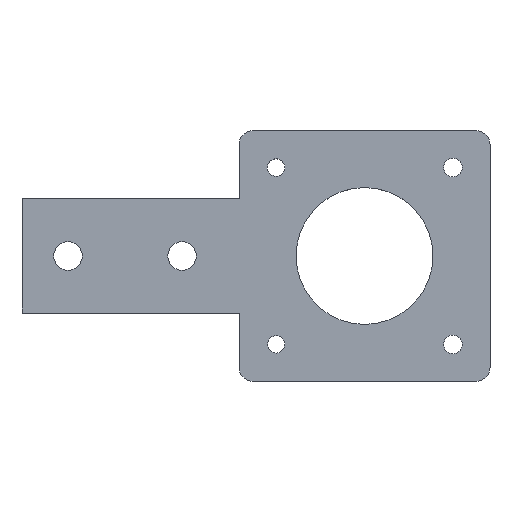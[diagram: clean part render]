
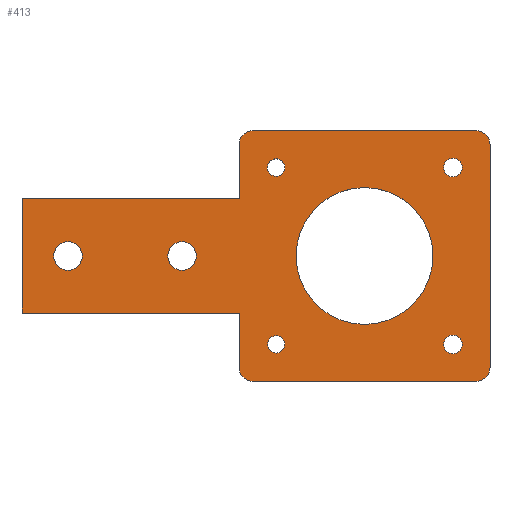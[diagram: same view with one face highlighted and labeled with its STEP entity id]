
A CAD part, top view. The second image highlights one B-rep face of the part: STEP entity #413.
In plain terms, the highlighted planar face has unit normal (0, 0, 1).
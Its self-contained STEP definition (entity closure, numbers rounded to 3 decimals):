
#15=FACE_BOUND('',#67,.T.);
#16=FACE_BOUND('',#68,.T.);
#17=FACE_BOUND('',#69,.T.);
#18=FACE_BOUND('',#70,.T.);
#19=FACE_BOUND('',#71,.T.);
#20=FACE_BOUND('',#72,.T.);
#21=FACE_BOUND('',#73,.T.);
#33=PLANE('',#440);
#45=FACE_OUTER_BOUND('',#66,.T.);
#66=EDGE_LOOP('',(#306,#307,#308,#309,#310,#311,#312,#313,#314,#315,#316,
#317));
#67=EDGE_LOOP('',(#318));
#68=EDGE_LOOP('',(#319));
#69=EDGE_LOOP('',(#320));
#70=EDGE_LOOP('',(#321));
#71=EDGE_LOOP('',(#322));
#72=EDGE_LOOP('',(#323));
#73=EDGE_LOOP('',(#324));
#98=LINE('',#614,#133);
#104=LINE('',#626,#139);
#105=LINE('',#628,#140);
#109=LINE('',#635,#144);
#110=LINE('',#639,#145);
#111=LINE('',#643,#146);
#112=LINE('',#647,#147);
#113=LINE('',#650,#148);
#133=VECTOR('',#492,10.);
#139=VECTOR('',#500,10.);
#140=VECTOR('',#503,10.);
#144=VECTOR('',#509,10.);
#145=VECTOR('',#512,10.);
#146=VECTOR('',#515,10.);
#147=VECTOR('',#518,10.);
#148=VECTOR('',#521,10.);
#166=CIRCLE('',#432,2.5);
#168=CIRCLE('',#435,2.5);
#169=CIRCLE('',#441,2.5);
#170=CIRCLE('',#442,2.5);
#171=CIRCLE('',#443,2.5);
#172=CIRCLE('',#444,2.5);
#173=CIRCLE('',#445,12.);
#174=CIRCLE('',#446,1.628);
#175=CIRCLE('',#447,1.629);
#176=CIRCLE('',#448,1.515);
#177=CIRCLE('',#449,1.531);
#188=VERTEX_POINT('',#600);
#190=VERTEX_POINT('',#606);
#191=VERTEX_POINT('',#610);
#193=VERTEX_POINT('',#613);
#196=VERTEX_POINT('',#620);
#198=VERTEX_POINT('',#624);
#200=VERTEX_POINT('',#633);
#201=VERTEX_POINT('',#637);
#202=VERTEX_POINT('',#638);
#203=VERTEX_POINT('',#640);
#204=VERTEX_POINT('',#642);
#205=VERTEX_POINT('',#644);
#206=VERTEX_POINT('',#646);
#207=VERTEX_POINT('',#648);
#208=VERTEX_POINT('',#652);
#209=VERTEX_POINT('',#654);
#210=VERTEX_POINT('',#656);
#211=VERTEX_POINT('',#658);
#212=VERTEX_POINT('',#660);
#227=EDGE_CURVE('',#188,#188,#166,.T.);
#230=EDGE_CURVE('',#190,#190,#168,.T.);
#232=EDGE_CURVE('',#193,#191,#98,.T.);
#238=EDGE_CURVE('',#196,#198,#104,.T.);
#239=EDGE_CURVE('',#196,#191,#105,.T.);
#243=EDGE_CURVE('',#198,#200,#109,.T.);
#244=EDGE_CURVE('',#201,#202,#110,.T.);
#245=EDGE_CURVE('',#203,#201,#169,.T.);
#246=EDGE_CURVE('',#203,#204,#111,.T.);
#247=EDGE_CURVE('',#205,#204,#170,.T.);
#248=EDGE_CURVE('',#205,#206,#112,.T.);
#249=EDGE_CURVE('',#207,#206,#171,.T.);
#250=EDGE_CURVE('',#207,#193,#113,.T.);
#251=EDGE_CURVE('',#202,#200,#172,.T.);
#252=EDGE_CURVE('',#208,#208,#173,.T.);
#253=EDGE_CURVE('',#209,#209,#174,.T.);
#254=EDGE_CURVE('',#210,#210,#175,.T.);
#255=EDGE_CURVE('',#211,#211,#176,.T.);
#256=EDGE_CURVE('',#212,#212,#177,.T.);
#306=ORIENTED_EDGE('',*,*,#244,.F.);
#307=ORIENTED_EDGE('',*,*,#245,.F.);
#308=ORIENTED_EDGE('',*,*,#246,.T.);
#309=ORIENTED_EDGE('',*,*,#247,.F.);
#310=ORIENTED_EDGE('',*,*,#248,.T.);
#311=ORIENTED_EDGE('',*,*,#249,.F.);
#312=ORIENTED_EDGE('',*,*,#250,.T.);
#313=ORIENTED_EDGE('',*,*,#232,.T.);
#314=ORIENTED_EDGE('',*,*,#239,.F.);
#315=ORIENTED_EDGE('',*,*,#238,.T.);
#316=ORIENTED_EDGE('',*,*,#243,.T.);
#317=ORIENTED_EDGE('',*,*,#251,.F.);
#318=ORIENTED_EDGE('',*,*,#230,.T.);
#319=ORIENTED_EDGE('',*,*,#227,.T.);
#320=ORIENTED_EDGE('',*,*,#252,.T.);
#321=ORIENTED_EDGE('',*,*,#253,.T.);
#322=ORIENTED_EDGE('',*,*,#254,.T.);
#323=ORIENTED_EDGE('',*,*,#255,.T.);
#324=ORIENTED_EDGE('',*,*,#256,.T.);
#413=ADVANCED_FACE('',(#45,#15,#16,#17,#18,#19,#20,#21),#33,.T.);
#432=AXIS2_PLACEMENT_3D('',#602,#480,#481);
#435=AXIS2_PLACEMENT_3D('',#608,#487,#488);
#440=AXIS2_PLACEMENT_3D('',#636,#510,#511);
#441=AXIS2_PLACEMENT_3D('',#641,#513,#514);
#442=AXIS2_PLACEMENT_3D('',#645,#516,#517);
#443=AXIS2_PLACEMENT_3D('',#649,#519,#520);
#444=AXIS2_PLACEMENT_3D('',#651,#522,#523);
#445=AXIS2_PLACEMENT_3D('',#653,#524,#525);
#446=AXIS2_PLACEMENT_3D('',#655,#526,#527);
#447=AXIS2_PLACEMENT_3D('',#657,#528,#529);
#448=AXIS2_PLACEMENT_3D('',#659,#530,#531);
#449=AXIS2_PLACEMENT_3D('',#661,#532,#533);
#480=DIRECTION('center_axis',(0.,0.,
-1.));
#481=DIRECTION('ref_axis',(-1.,0.,0.));
#487=DIRECTION('center_axis',(0.,0.,
-1.));
#488=DIRECTION('ref_axis',(-1.,0.,0.));
#492=DIRECTION('',(-1.,0.,0.));
#500=DIRECTION('',(1.,0.,0.));
#503=DIRECTION('',(0.,1.,0.));
#509=DIRECTION('',(0.,-1.,0.));
#510=DIRECTION('center_axis',(0.,0.,
1.));
#511=DIRECTION('ref_axis',(0.,1.,0.));
#512=DIRECTION('',(-1.,0.,0.));
#513=DIRECTION('center_axis',(0.,0.,
-1.));
#514=DIRECTION('ref_axis',(0.707,-0.707,0.));
#515=DIRECTION('',(0.,1.,0.));
#516=DIRECTION('center_axis',(0.,0.,
-1.));
#517=DIRECTION('ref_axis',(0.707,0.707,0.));
#518=DIRECTION('',(-1.,0.,0.));
#519=DIRECTION('center_axis',(0.,0.,
-1.));
#520=DIRECTION('ref_axis',(-0.707,0.707,0.));
#521=DIRECTION('',(0.,-1.,0.));
#522=DIRECTION('center_axis',(0.,0.,
-1.));
#523=DIRECTION('ref_axis',(-0.707,-0.707,0.));
#524=DIRECTION('center_axis',(0.,0.,
-1.));
#525=DIRECTION('ref_axis',(0.,-1.,0.));
#526=DIRECTION('center_axis',(0.,0.,
-1.));
#527=DIRECTION('ref_axis',(0.,-1.,0.));
#528=DIRECTION('center_axis',(0.,0.,
-1.));
#529=DIRECTION('ref_axis',(0.,-1.,0.));
#530=DIRECTION('center_axis',(0.,0.,
-1.));
#531=DIRECTION('ref_axis',(0.,-1.,0.));
#532=DIRECTION('center_axis',(0.,0.,
-1.));
#533=DIRECTION('ref_axis',(0.,-1.,0.));
#600=CARTESIAN_POINT('',(502.5,257.,808.));
#602=CARTESIAN_POINT('Origin',(500.,257.,808.));
#606=CARTESIAN_POINT('',(482.5,257.,808.));
#608=CARTESIAN_POINT('Origin',(480.,257.,808.));
#610=CARTESIAN_POINT('',(471.933,267.,808.));
#613=CARTESIAN_POINT('',(510.,267.,808.));
#614=CARTESIAN_POINT('',(470.,267.,808.));
#620=CARTESIAN_POINT('',(471.933,247.,808.));
#624=CARTESIAN_POINT('',(510.,247.,808.));
#626=CARTESIAN_POINT('',(510.,247.,808.));
#628=CARTESIAN_POINT('',(471.933,257.,808.));
#633=CARTESIAN_POINT('',(510.,237.5,808.));
#635=CARTESIAN_POINT('',(510.,279.,808.));
#636=CARTESIAN_POINT('Origin',(522.,257.,808.));
#637=CARTESIAN_POINT('',(551.5,235.,808.));
#638=CARTESIAN_POINT('',(512.5,235.,808.));
#639=CARTESIAN_POINT('',(527.,235.,808.));
#640=CARTESIAN_POINT('',(554.,237.5,808.));
#641=CARTESIAN_POINT('Origin',(551.5,237.5,808.));
#642=CARTESIAN_POINT('',(554.,276.5,808.));
#643=CARTESIAN_POINT('',(554.,235.,808.));
#644=CARTESIAN_POINT('',(551.5,279.,808.));
#645=CARTESIAN_POINT('Origin',(551.5,276.5,808.));
#646=CARTESIAN_POINT('',(512.5,279.,808.));
#647=CARTESIAN_POINT('',(554.,279.,808.));
#648=CARTESIAN_POINT('',(510.,276.5,808.));
#649=CARTESIAN_POINT('Origin',(512.5,276.5,808.));
#650=CARTESIAN_POINT('',(510.,279.,808.));
#651=CARTESIAN_POINT('Origin',(512.5,237.5,808.));
#652=CARTESIAN_POINT('',(532.,269.,808.));
#653=CARTESIAN_POINT('Origin',(532.,257.,808.));
#654=CARTESIAN_POINT('',(547.5,274.128,808.));
#655=CARTESIAN_POINT('Origin',(547.5,272.5,808.));
#656=CARTESIAN_POINT('',(547.5,243.129,808.));
#657=CARTESIAN_POINT('Origin',(547.5,241.5,808.));
#658=CARTESIAN_POINT('',(516.5,243.015,808.));
#659=CARTESIAN_POINT('Origin',(516.5,241.5,808.));
#660=CARTESIAN_POINT('',(516.5,274.031,808.));
#661=CARTESIAN_POINT('Origin',(516.5,272.5,808.));
